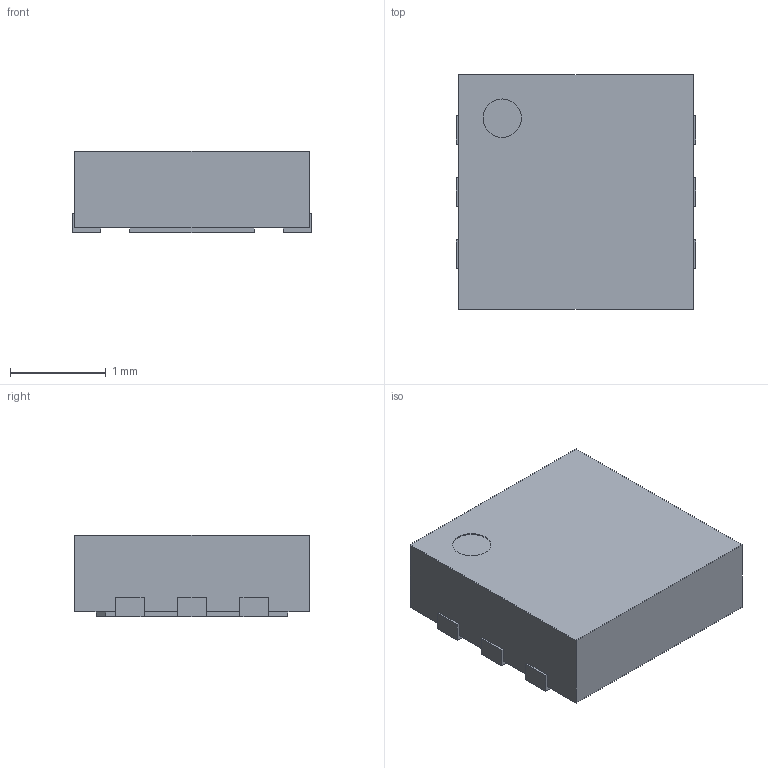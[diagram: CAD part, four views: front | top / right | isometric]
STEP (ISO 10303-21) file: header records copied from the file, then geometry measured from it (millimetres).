
FILE_DESCRIPTION(/* description */ ('model of TDFN-6-1EP_2.5x2.5mm_P0.65mm_EP1.3x2mm'),/* implementation_level */ '2;1');
FILE_NAME(/* name */ 'TDFN-6-1EP_2.5x2.5mm_P0.65mm_EP1.3x2mm.step',/* time_stamp */ '2019-06-22T23:44:10',/* author */ ('kicad StepUp','ksu'),/* organization */ ('FreeCAD'),/* preprocessor_version */ 'OCC',/* originating_system */ 'kicad StepUp',/* authorisation */ '');
FILE_SCHEMA(('AUTOMOTIVE_DESIGN { 1 0 10303 214 1 1 1 1 }'));
Length unit declared in the file: millimetre
Products named in the file (1): TDFN_6_1EP_25x25mm_P065mm_EP13x2mm
Bounding box: 2.5 x 2.45 x 0.85 mm (x, y, z)
Volume: 5 mm3; surface area: 20.7 mm2
Topology: 1 solids, 1 shells, 50 faces, 138 edges, 92 vertices
Faces by surface type: plane 49, cylinder 1
Full cylindrical faces by diameter (mm): 0.4 x1
Entity records: 1928 total; most frequent: CARTESIAN_POINT 281, ORIENTED_EDGE 276, DIRECTION 242, EDGE_CURVE 138, LINE 136, VECTOR 136, VERTEX_POINT 92, AXIS2_PLACEMENT_3D 53
